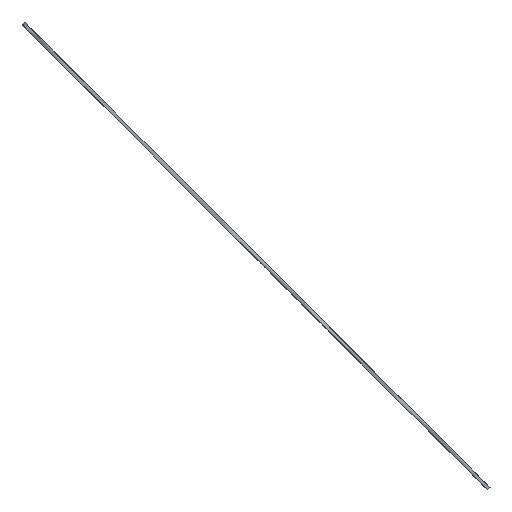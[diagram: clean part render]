
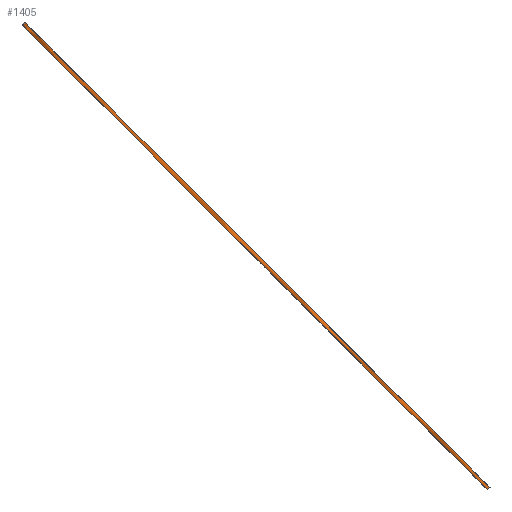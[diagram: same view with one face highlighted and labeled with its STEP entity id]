
A CAD part, top view. The second image highlights one B-rep face of the part: STEP entity #1405.
In plain terms, the highlighted free-form (B-spline) face has degree [5, 1] with [20, 2] control points.
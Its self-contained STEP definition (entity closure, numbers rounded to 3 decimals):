
#44=(
BOUNDED_SURFACE()
B_SPLINE_SURFACE(5,1,((#2592,#2593),(#2594,#2595),(#2596,#2597),(#2598,
#2599),(#2600,#2601),(#2602,#2603),(#2604,#2605),(#2606,#2607),(#2608,#2609),
(#2610,#2611),(#2612,#2613),(#2614,#2615),(#2616,#2617),(#2618,#2619),(#2620,
#2621),(#2622,#2623),(#2624,#2625),(#2626,#2627),(#2628,#2629),(#2630,#2631)),
 .UNSPECIFIED.,.F.,.F.,.F.)
B_SPLINE_SURFACE_WITH_KNOTS((6,1,1,1,1,1,1,1,1,1,1,1,1,1,1,6),(2,2),(-1.,
-0.933,-0.867,-0.8,-0.733,-0.667,
-0.6,-0.533,-0.467,-0.4,-0.333,-0.267,
-0.2,-0.133,-0.067,0.),(0.,0.3),
 .UNSPECIFIED.)
GEOMETRIC_REPRESENTATION_ITEM()
RATIONAL_B_SPLINE_SURFACE(((1.,1.),(1.,1.),(1.,1.),(1.,1.),(1.,1.),(1.,
1.),(1.,1.),(1.,1.),(1.,1.),(1.,1.),(1.,1.),(1.,1.),(1.,1.),(1.,1.),(1.,
1.),(1.,1.),(1.,1.),(1.,1.),(1.,1.),(1.,1.)))
REPRESENTATION_ITEM('')
SURFACE()
);
#92=(
BOUNDED_CURVE()
B_SPLINE_CURVE(5,(#2168,#2169,#2170,#2171,#2172,#2173,#2174,#2175,#2176,
#2177,#2178,#2179,#2180,#2181,#2182,#2183,#2184,#2185,#2186,#2187),
 .UNSPECIFIED.,.F.,.F.)
B_SPLINE_CURVE_WITH_KNOTS((6,1,1,1,1,1,1,1,1,1,1,1,1,1,1,6),(-1.,-0.933,
-0.867,-0.8,-0.733,-0.667,-0.6,-0.533,
-0.467,-0.4,-0.333,-0.267,-0.2,-0.133,
-0.067,0.),.UNSPECIFIED.)
CURVE()
GEOMETRIC_REPRESENTATION_ITEM()
RATIONAL_B_SPLINE_CURVE((1.,1.,1.,1.,1.,1.,1.,1.,1.,1.,1.,1.,1.,1.,1.,1.,
1.,1.,1.,1.))
REPRESENTATION_ITEM('')
);
#93=(
BOUNDED_CURVE()
B_SPLINE_CURVE(5,(#2370,#2371,#2372,#2373,#2374,#2375,#2376,#2377,#2378,
#2379,#2380,#2381,#2382,#2383,#2384,#2385,#2386,#2387,#2388,#2389),
 .UNSPECIFIED.,.F.,.F.)
B_SPLINE_CURVE_WITH_KNOTS((6,1,1,1,1,1,1,1,1,1,1,1,1,1,1,6),(0.,0.067,
0.133,0.2,0.267,0.333,0.4,0.467,
0.533,0.6,0.667,0.733,0.8,0.867,
0.933,1.),.UNSPECIFIED.)
CURVE()
GEOMETRIC_REPRESENTATION_ITEM()
RATIONAL_B_SPLINE_CURVE((1.,1.,1.,1.,1.,1.,1.,1.,1.,1.,1.,1.,1.,1.,1.,1.,
1.,1.,1.,1.))
REPRESENTATION_ITEM('')
);
#239=FACE_OUTER_BOUND('',#334,.T.);
#334=EDGE_LOOP('',(#1301,#1302,#1303,#1304));
#403=LINE('',#2479,#517);
#450=LINE('',#2632,#564);
#517=VECTOR('',#1825,10.);
#564=VECTOR('',#1964,10.);
#591=VERTEX_POINT('',#2165);
#592=VERTEX_POINT('',#2167);
#671=VERTEX_POINT('',#2367);
#672=VERTEX_POINT('',#2369);
#738=EDGE_CURVE('',#591,#592,#92,.T.);
#825=EDGE_CURVE('',#671,#672,#93,.T.);
#858=EDGE_CURVE('',#671,#592,#403,.T.);
#905=EDGE_CURVE('',#672,#591,#450,.T.);
#1301=ORIENTED_EDGE('',*,*,#825,.F.);
#1302=ORIENTED_EDGE('',*,*,#858,.T.);
#1303=ORIENTED_EDGE('',*,*,#738,.F.);
#1304=ORIENTED_EDGE('',*,*,#905,.F.);
#1405=ADVANCED_FACE('',(#239),#44,.T.);
#1825=DIRECTION('',(0.707,0.707,0.));
#1964=DIRECTION('',(0.707,0.707,0.));
#2165=CARTESIAN_POINT('',(-3263.933,3136.884,-173.758));
#2167=CARTESIAN_POINT('',(-2865.822,2738.773,5.5));
#2168=CARTESIAN_POINT('Ctrl Pts',(-3263.933,3136.884,-173.758));
#2169=CARTESIAN_POINT('Ctrl Pts',(-3263.426,3136.377,-172.186));
#2170=CARTESIAN_POINT('Ctrl Pts',(-3261.397,3134.348,-168.188));
#2171=CARTESIAN_POINT('Ctrl Pts',(-3255.302,3128.253,-159.626));
#2172=CARTESIAN_POINT('Ctrl Pts',(-3241.926,3114.877,-144.005));
#2173=CARTESIAN_POINT('Ctrl Pts',(-3219.871,3092.822,-121.573));
#2174=CARTESIAN_POINT('Ctrl Pts',(-3195.886,3068.837,-100.53));
#2175=CARTESIAN_POINT('Ctrl Pts',(-3168.918,3041.869,-81.521));
#2176=CARTESIAN_POINT('Ctrl Pts',(-3137.867,3010.817,-63.958));
#2177=CARTESIAN_POINT('Ctrl Pts',(-3104.076,2977.027,-48.214));
#2178=CARTESIAN_POINT('Ctrl Pts',(-3069.347,2942.298,-34.545));
#2179=CARTESIAN_POINT('Ctrl Pts',(-3035.635,2908.586,-23.263));
#2180=CARTESIAN_POINT('Ctrl Pts',(-3004.371,2877.322,-14.482));
#2181=CARTESIAN_POINT('Ctrl Pts',(-2975.141,2848.091,-7.778));
#2182=CARTESIAN_POINT('Ctrl Pts',(-2946.957,2819.908,-2.618));
#2183=CARTESIAN_POINT('Ctrl Pts',(-2919.475,2792.426,1.258));
#2184=CARTESIAN_POINT('Ctrl Pts',(-2897.832,2770.782,3.475));
#2185=CARTESIAN_POINT('Ctrl Pts',(-2881.765,2754.715,4.668));
#2186=CARTESIAN_POINT('Ctrl Pts',(-2871.124,2744.075,5.257));
#2187=CARTESIAN_POINT('Ctrl Pts',(-2865.822,2738.773,5.5));
#2367=CARTESIAN_POINT('',(-2867.943,2736.651,5.5));
#2369=CARTESIAN_POINT('',(-3266.054,3134.762,-173.758));
#2370=CARTESIAN_POINT('Ctrl Pts',(-2867.943,2736.651,5.5));
#2371=CARTESIAN_POINT('Ctrl Pts',(-2873.246,2741.954,5.257));
#2372=CARTESIAN_POINT('Ctrl Pts',(-2883.886,2752.594,4.668));
#2373=CARTESIAN_POINT('Ctrl Pts',(-2899.953,2768.661,3.475));
#2374=CARTESIAN_POINT('Ctrl Pts',(-2921.597,2790.305,1.258));
#2375=CARTESIAN_POINT('Ctrl Pts',(-2949.079,2817.787,-2.618));
#2376=CARTESIAN_POINT('Ctrl Pts',(-2977.262,2845.97,-7.778));
#2377=CARTESIAN_POINT('Ctrl Pts',(-3006.493,2875.201,-14.482));
#2378=CARTESIAN_POINT('Ctrl Pts',(-3037.757,2906.465,-23.263));
#2379=CARTESIAN_POINT('Ctrl Pts',(-3071.468,2940.176,-34.545));
#2380=CARTESIAN_POINT('Ctrl Pts',(-3106.197,2974.905,-48.214));
#2381=CARTESIAN_POINT('Ctrl Pts',(-3139.988,3008.696,-63.958));
#2382=CARTESIAN_POINT('Ctrl Pts',(-3171.039,3039.747,-81.521));
#2383=CARTESIAN_POINT('Ctrl Pts',(-3198.007,3066.716,-100.53));
#2384=CARTESIAN_POINT('Ctrl Pts',(-3221.993,3090.701,-121.573));
#2385=CARTESIAN_POINT('Ctrl Pts',(-3244.047,3112.755,-144.005));
#2386=CARTESIAN_POINT('Ctrl Pts',(-3257.423,3126.131,-159.626));
#2387=CARTESIAN_POINT('Ctrl Pts',(-3263.518,3132.226,-168.188));
#2388=CARTESIAN_POINT('Ctrl Pts',(-3265.547,3134.255,-172.186));
#2389=CARTESIAN_POINT('Ctrl Pts',(-3266.054,3134.762,-173.758));
#2479=CARTESIAN_POINT('',(-2867.943,2736.651,5.5));
#2592=CARTESIAN_POINT('Ctrl Pts',(-3266.054,3134.762,-173.758));
#2593=CARTESIAN_POINT('Ctrl Pts',(-3263.933,3136.884,-173.758));
#2594=CARTESIAN_POINT('Ctrl Pts',(-3265.547,3134.255,-172.186));
#2595=CARTESIAN_POINT('Ctrl Pts',(-3263.426,3136.377,-172.186));
#2596=CARTESIAN_POINT('Ctrl Pts',(-3263.518,3132.226,-168.188));
#2597=CARTESIAN_POINT('Ctrl Pts',(-3261.397,3134.348,-168.188));
#2598=CARTESIAN_POINT('Ctrl Pts',(-3257.423,3126.131,-159.626));
#2599=CARTESIAN_POINT('Ctrl Pts',(-3255.302,3128.253,-159.626));
#2600=CARTESIAN_POINT('Ctrl Pts',(-3244.047,3112.755,-144.005));
#2601=CARTESIAN_POINT('Ctrl Pts',(-3241.926,3114.877,-144.005));
#2602=CARTESIAN_POINT('Ctrl Pts',(-3221.993,3090.701,-121.573));
#2603=CARTESIAN_POINT('Ctrl Pts',(-3219.871,3092.822,-121.573));
#2604=CARTESIAN_POINT('Ctrl Pts',(-3198.007,3066.716,-100.53));
#2605=CARTESIAN_POINT('Ctrl Pts',(-3195.886,3068.837,-100.53));
#2606=CARTESIAN_POINT('Ctrl Pts',(-3171.039,3039.747,-81.521));
#2607=CARTESIAN_POINT('Ctrl Pts',(-3168.918,3041.869,-81.521));
#2608=CARTESIAN_POINT('Ctrl Pts',(-3139.988,3008.696,-63.958));
#2609=CARTESIAN_POINT('Ctrl Pts',(-3137.867,3010.817,-63.958));
#2610=CARTESIAN_POINT('Ctrl Pts',(-3106.197,2974.905,-48.214));
#2611=CARTESIAN_POINT('Ctrl Pts',(-3104.076,2977.027,-48.214));
#2612=CARTESIAN_POINT('Ctrl Pts',(-3071.468,2940.176,-34.545));
#2613=CARTESIAN_POINT('Ctrl Pts',(-3069.347,2942.298,-34.545));
#2614=CARTESIAN_POINT('Ctrl Pts',(-3037.757,2906.465,-23.263));
#2615=CARTESIAN_POINT('Ctrl Pts',(-3035.635,2908.586,-23.263));
#2616=CARTESIAN_POINT('Ctrl Pts',(-3006.493,2875.201,-14.482));
#2617=CARTESIAN_POINT('Ctrl Pts',(-3004.371,2877.322,-14.482));
#2618=CARTESIAN_POINT('Ctrl Pts',(-2977.262,2845.97,-7.778));
#2619=CARTESIAN_POINT('Ctrl Pts',(-2975.141,2848.091,-7.778));
#2620=CARTESIAN_POINT('Ctrl Pts',(-2949.079,2817.787,-2.618));
#2621=CARTESIAN_POINT('Ctrl Pts',(-2946.957,2819.908,-2.618));
#2622=CARTESIAN_POINT('Ctrl Pts',(-2921.597,2790.305,1.258));
#2623=CARTESIAN_POINT('Ctrl Pts',(-2919.475,2792.426,1.258));
#2624=CARTESIAN_POINT('Ctrl Pts',(-2899.953,2768.661,3.475));
#2625=CARTESIAN_POINT('Ctrl Pts',(-2897.832,2770.782,3.475));
#2626=CARTESIAN_POINT('Ctrl Pts',(-2883.886,2752.594,4.668));
#2627=CARTESIAN_POINT('Ctrl Pts',(-2881.765,2754.715,4.668));
#2628=CARTESIAN_POINT('Ctrl Pts',(-2873.246,2741.954,5.257));
#2629=CARTESIAN_POINT('Ctrl Pts',(-2871.124,2744.075,5.257));
#2630=CARTESIAN_POINT('Ctrl Pts',(-2867.943,2736.651,5.5));
#2631=CARTESIAN_POINT('Ctrl Pts',(-2865.822,2738.773,5.5));
#2632=CARTESIAN_POINT('',(-3266.054,3134.762,-173.758));
